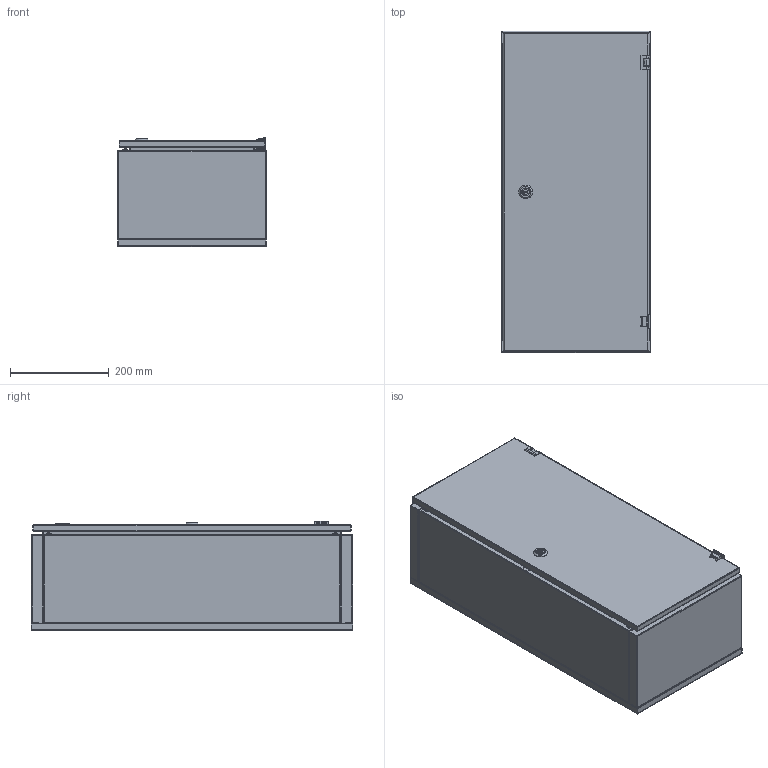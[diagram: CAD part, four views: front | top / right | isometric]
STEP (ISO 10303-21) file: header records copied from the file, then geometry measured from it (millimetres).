
FILE_DESCRIPTION (( 'STEP AP214' ), '1' );
FILE_NAME ('EKO-632.STEP', '2017-06-22T18:34:05', ( '' ), ( '' ), 'SwSTEP 2.0', 'SolidWorks 2017', '' );
FILE_SCHEMA (( 'AUTOMOTIVE_DESIGN' ));
Length unit declared in the file: millimetre
Products named in the file (1): EKO-632
Bounding box: 300 x 650 x 220.88 mm (x, y, z)
Volume: 1053706.7 mm3; surface area: 2071139.5 mm2
Topology: 52 solids, 52 shells, 2431 faces, 5830 edges, 3527 vertices
Faces by surface type: plane 1179, cylinder 730, bspline 192, cone 192, torus 114, sphere 24
Entity records: 80799 total; most frequent: CARTESIAN_POINT 24439, ORIENTED_EDGE 11600, DIRECTION 11092, EDGE_CURVE 5800, AXIS2_PLACEMENT_3D 3900, VERTEX_POINT 3527, LINE 3292, VECTOR 3292
